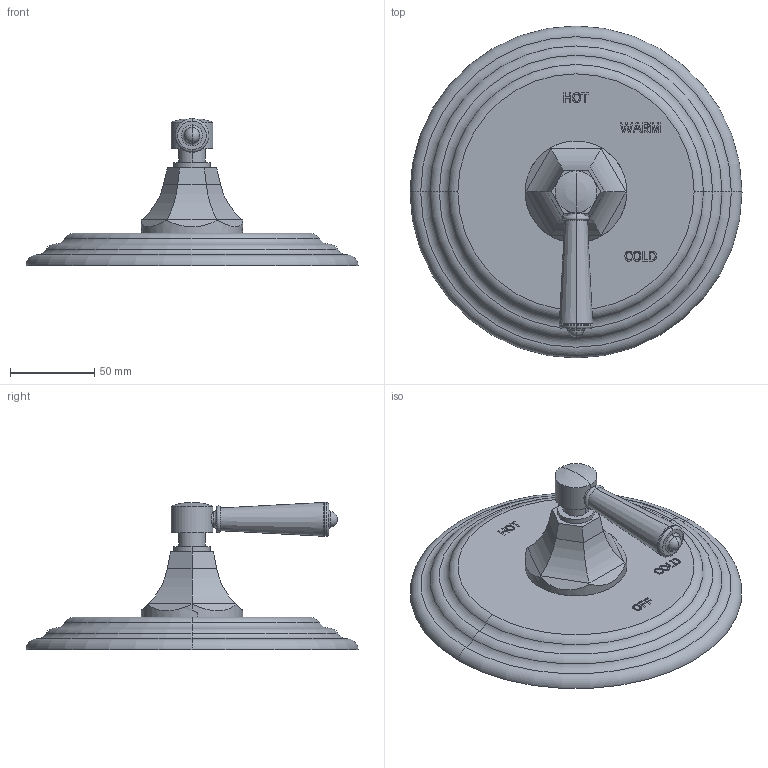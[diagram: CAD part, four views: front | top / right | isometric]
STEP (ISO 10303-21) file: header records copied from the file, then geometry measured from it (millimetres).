
FILE_DESCRIPTION((''),'2;1');
FILE_NAME('4-1204BP','2021-06-02T15:38:13',('jinson.thomas'),(''),'CREO PARAMETRIC BY PTC INC, 2018400','CREO PARAMETRIC BY PTC INC, 2018400','');
FILE_SCHEMA(('CONFIG_CONTROL_DESIGN'));
Length unit declared in the file: inch
Products named in the file (1): 4-1204BP
Bounding box: 196.85 x 196.85 x 87.26 mm (x, y, z)
Volume: 534830.9 mm3; surface area: 75898.8 mm2
Topology: 1 solids, 1 shells, 272 faces, 696 edges, 450 vertices
Faces by surface type: plane 142, extrusion 80, cylinder 22, torus 18, cone 6, sphere 4
Entity records: 9390 total; most frequent: CARTESIAN_POINT 3054, ORIENTED_EDGE 1384, DIRECTION 1058, EDGE_CURVE 692, VECTOR 518, VERTEX_POINT 450, LINE 438, EDGE_LOOP 300
